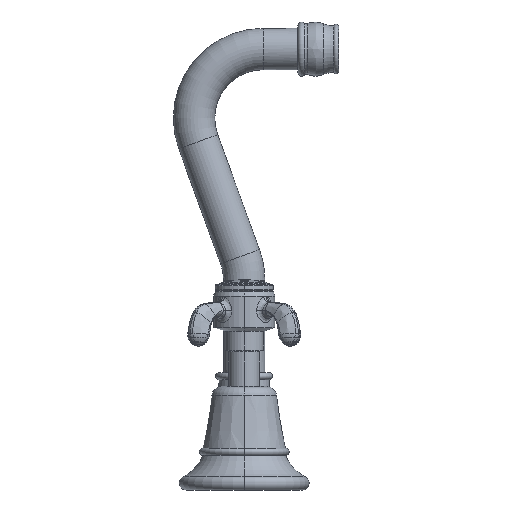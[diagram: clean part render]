
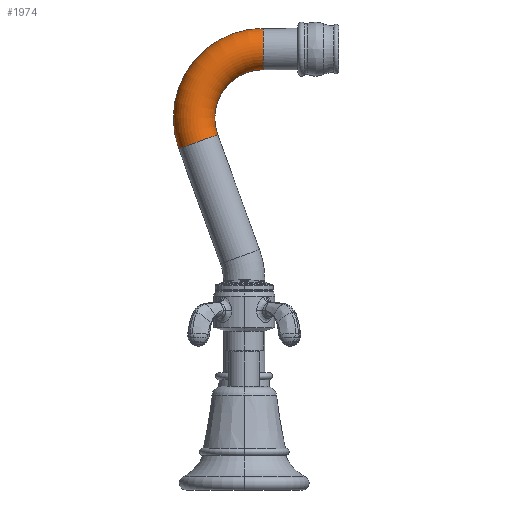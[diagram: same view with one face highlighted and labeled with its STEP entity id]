
A CAD part, left-side view. The second image highlights one B-rep face of the part: STEP entity #1974.
In plain terms, the highlighted toroidal (fillet/blend) face has major radius 31.75 mm and minor radius 9.525 mm.
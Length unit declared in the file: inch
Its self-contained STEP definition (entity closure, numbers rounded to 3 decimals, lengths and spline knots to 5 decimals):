
#644=CARTESIAN_POINT('',(0.,-0.34256,7.979));
#645=DIRECTION('',(0.,-1.,0.));
#646=DIRECTION('',(0.,0.,1.));
#647=AXIS2_PLACEMENT_3D('',#644,#645,#646);
#893=CARTESIAN_POINT('',(0.,0.83206,6.30147));
#894=DIRECTION('',(0.,0.342,0.94));
#895=DIRECTION('',(0.,0.94,-0.342));
#896=AXIS2_PLACEMENT_3D('',#893,#894,#895);
#898=CARTESIAN_POINT('',(0.,-0.34256,6.729));
#899=DIRECTION('',(1.,0.,0.));
#900=DIRECTION('',(0.,0.94,-0.342));
#901=AXIS2_PLACEMENT_3D('',#898,#899,#900);
#1467=CARTESIAN_POINT('',(0.,-0.34256,6.729));
#1468=DIRECTION('',(1.,0.,0.));
#1469=DIRECTION('',(0.,0.94,-0.342));
#1470=AXIS2_PLACEMENT_3D('',#1467,#1468,#1469);
#1626=CARTESIAN_POINT('',(0.,0.47968,6.42973));
#1627=CARTESIAN_POINT('',(0.,1.18444,6.17322));
#1628=VERTEX_POINT('',#1626);
#1629=VERTEX_POINT('',#1627);
#1630=CARTESIAN_POINT('',(0.,-0.34256,7.604));
#1631=CARTESIAN_POINT('',(0.,-0.34256,8.354));
#1632=VERTEX_POINT('',#1630);
#1633=VERTEX_POINT('',#1631);
#1960=CARTESIAN_POINT('',(0.,-0.34256,6.729));
#1961=DIRECTION('',(1.,0.,0.));
#1962=DIRECTION('',(0.,-0.94,0.342));
#1963=AXIS2_PLACEMENT_3D('',#1960,#1961,#1962);
#1964=TOROIDAL_SURFACE('',#1963,1.25,0.375);
#1966=ORIENTED_EDGE('',*,*,#1965,.F.);
#1968=ORIENTED_EDGE('',*,*,#1967,.T.);
#1969=ORIENTED_EDGE('',*,*,#1874,.T.);
#1971=ORIENTED_EDGE('',*,*,#1970,.F.);
#1972=EDGE_LOOP('',(#1966,#1968,#1969,#1971));
#1973=FACE_OUTER_BOUND('',#1972,.F.);
#1974=ADVANCED_FACE('',(#1973),#1964,.T.);
#648=CIRCLE('',#647,0.375);
#897=CIRCLE('',#896,0.375);
#902=CIRCLE('',#901,1.625);
#1471=CIRCLE('',#1470,0.875);
#1874=EDGE_CURVE('',#1633,#1632,#648,.T.);
#1965=EDGE_CURVE('',#1629,#1628,#897,.T.);
#1967=EDGE_CURVE('',#1629,#1633,#902,.T.);
#1970=EDGE_CURVE('',#1628,#1632,#1471,.T.);
